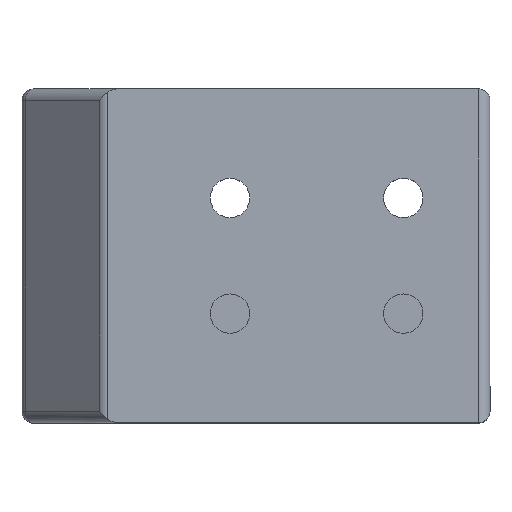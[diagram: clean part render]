
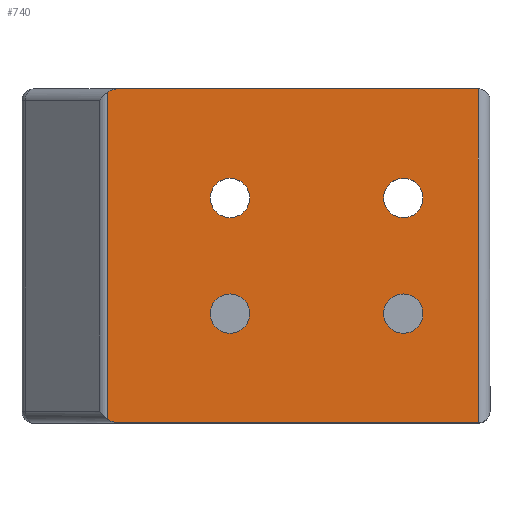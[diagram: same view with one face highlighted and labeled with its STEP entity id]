
A CAD part, top view. The second image highlights one B-rep face of the part: STEP entity #740.
In plain terms, the highlighted face is planar.
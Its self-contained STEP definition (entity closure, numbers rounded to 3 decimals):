
#31=FACE_BOUND('',#285,.T.);
#32=FACE_BOUND('',#286,.T.);
#33=FACE_BOUND('',#287,.T.);
#34=FACE_BOUND('',#288,.T.);
#45=PLANE('',#827);
#61=ELLIPSE('',#817,1.414,1.);
#64=ELLIPSE('',#823,1.414,1.);
#73=LINE('',#1152,#137);
#89=LINE('',#1183,#153);
#103=LINE('',#1233,#167);
#109=LINE('',#1249,#173);
#137=VECTOR('',#916,10.);
#153=VECTOR('',#942,10.);
#167=VECTOR('',#996,10.);
#173=VECTOR('',#1016,10.);
#239=FACE_OUTER_BOUND('',#284,.T.);
#284=EDGE_LOOP('',(#621,#622,#623,#624,#625,#626));
#285=EDGE_LOOP('',(#627));
#286=EDGE_LOOP('',(#628));
#287=EDGE_LOOP('',(#629));
#288=EDGE_LOOP('',(#630));
#332=CIRCLE('',#828,1.7);
#333=CIRCLE('',#829,1.7);
#334=CIRCLE('',#830,1.7);
#335=CIRCLE('',#831,1.7);
#358=VERTEX_POINT('',#1142);
#360=VERTEX_POINT('',#1148);
#370=VERTEX_POINT('',#1181);
#383=VERTEX_POINT('',#1221);
#384=VERTEX_POINT('',#1223);
#386=VERTEX_POINT('',#1232);
#390=VERTEX_POINT('',#1250);
#391=VERTEX_POINT('',#1252);
#392=VERTEX_POINT('',#1254);
#393=VERTEX_POINT('',#1256);
#427=EDGE_CURVE('',#358,#360,#73,.T.);
#444=EDGE_CURVE('',#358,#370,#89,.T.);
#463=EDGE_CURVE('',#383,#384,#61,.T.);
#468=EDGE_CURVE('',#384,#386,#103,.T.);
#471=EDGE_CURVE('',#386,#370,#64,.T.);
#478=EDGE_CURVE('',#360,#383,#109,.T.);
#479=EDGE_CURVE('',#390,#390,#332,.T.);
#480=EDGE_CURVE('',#391,#391,#333,.T.);
#481=EDGE_CURVE('',#392,#392,#334,.T.);
#482=EDGE_CURVE('',#393,#393,#335,.T.);
#621=ORIENTED_EDGE('',*,*,#427,.F.);
#622=ORIENTED_EDGE('',*,*,#444,.T.);
#623=ORIENTED_EDGE('',*,*,#471,.F.);
#624=ORIENTED_EDGE('',*,*,#468,.F.);
#625=ORIENTED_EDGE('',*,*,#463,.F.);
#626=ORIENTED_EDGE('',*,*,#478,.F.);
#627=ORIENTED_EDGE('',*,*,#479,.T.);
#628=ORIENTED_EDGE('',*,*,#480,.T.);
#629=ORIENTED_EDGE('',*,*,#481,.T.);
#630=ORIENTED_EDGE('',*,*,#482,.T.);
#740=ADVANCED_FACE('',(#239,#31,#32,#33,#34),#45,.T.);
#817=AXIS2_PLACEMENT_3D('',#1224,#985,#986);
#823=AXIS2_PLACEMENT_3D('',#1237,#1002,#1003);
#827=AXIS2_PLACEMENT_3D('',#1248,#1014,#1015);
#828=AXIS2_PLACEMENT_3D('',#1251,#1017,#1018);
#829=AXIS2_PLACEMENT_3D('',#1253,#1019,#1020);
#830=AXIS2_PLACEMENT_3D('',#1255,#1021,#1022);
#831=AXIS2_PLACEMENT_3D('',#1257,#1023,#1024);
#916=DIRECTION('',(-1.,0.,0.));
#942=DIRECTION('',(0.,0.,1.));
#985=DIRECTION('center_axis',(0.,1.,0.));
#986=DIRECTION('ref_axis',(0.,0.,1.));
#996=DIRECTION('',(1.,0.,0.));
#1002=DIRECTION('center_axis',(0.,1.,0.));
#1003=DIRECTION('ref_axis',(0.,0.,1.));
#1014=DIRECTION('center_axis',(0.,-1.,0.));
#1015=DIRECTION('ref_axis',(1.,0.,0.));
#1016=DIRECTION('',(0.,0.,1.));
#1017=DIRECTION('center_axis',(0.,1.,0.));
#1018=DIRECTION('ref_axis',(1.,0.,0.));
#1019=DIRECTION('center_axis',(0.,1.,0.));
#1020=DIRECTION('ref_axis',(1.,0.,0.));
#1021=DIRECTION('center_axis',(0.,1.,0.));
#1022=DIRECTION('ref_axis',(1.,0.,0.));
#1023=DIRECTION('center_axis',(0.,1.,0.));
#1024=DIRECTION('ref_axis',(1.,0.,0.));
#1142=CARTESIAN_POINT('',(-20.6,-11.,-14.));
#1148=CARTESIAN_POINT('',(-49.5,-11.,-14.));
#1152=CARTESIAN_POINT('',(-42.275,-11.,-14.));
#1181=CARTESIAN_POINT('',(-20.6,-11.,17.086));
#1183=CARTESIAN_POINT('',(-20.6,-11.,15.));
#1221=CARTESIAN_POINT('',(-49.5,-11.,17.086));
#1223=CARTESIAN_POINT('',(-49.207,-11.,18.086));
#1224=CARTESIAN_POINT('Origin',(-48.5,-11.,17.086));
#1232=CARTESIAN_POINT('',(-20.893,-11.,18.086));
#1233=CARTESIAN_POINT('',(-35.05,-11.,18.086));
#1237=CARTESIAN_POINT('Origin',(-21.6,-11.,17.086));
#1248=CARTESIAN_POINT('Origin',(-35.05,-11.,0.));
#1249=CARTESIAN_POINT('',(-49.5,-11.,15.));
#1250=CARTESIAN_POINT('',(-41.75,-11.,7.5));
#1251=CARTESIAN_POINT('Origin',(-40.05,-11.,7.5));
#1252=CARTESIAN_POINT('',(-31.75,-11.,7.5));
#1253=CARTESIAN_POINT('Origin',(-30.05,-11.,7.5));
#1254=CARTESIAN_POINT('',(-41.75,-11.,-7.5));
#1255=CARTESIAN_POINT('Origin',(-40.05,-11.,-7.5));
#1256=CARTESIAN_POINT('',(-31.75,-11.,-7.5));
#1257=CARTESIAN_POINT('Origin',(-30.05,-11.,-7.5));
